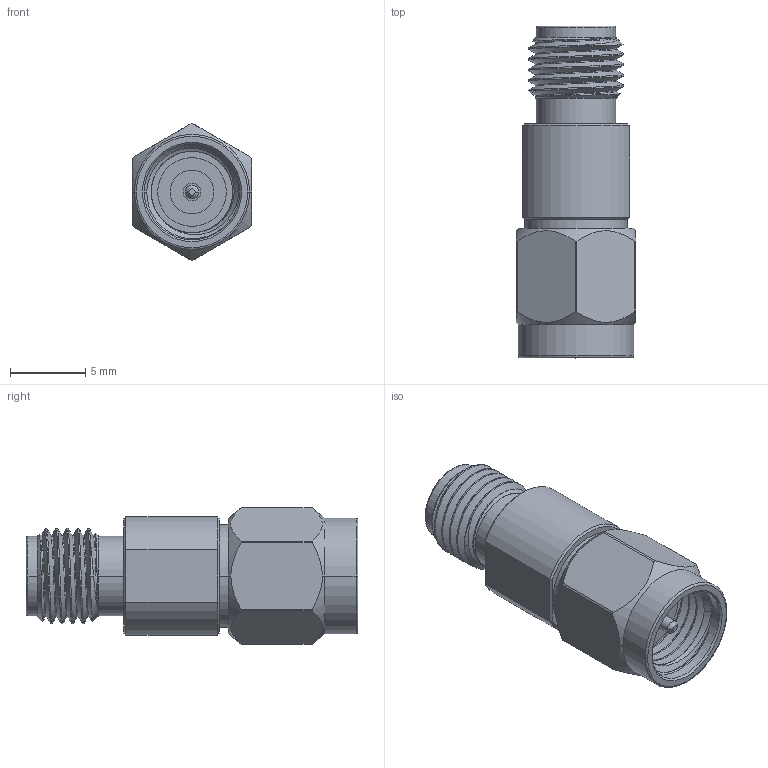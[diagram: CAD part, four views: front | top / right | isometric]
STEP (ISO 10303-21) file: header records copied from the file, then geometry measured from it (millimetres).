
FILE_DESCRIPTION (( 'STEP AP203' ), '1' );
FILE_NAME ('SD3379.step', '2019-03-05T15:31:13', ( '' ), ( '' ), 'SwSTEP 2.0', 'SolidWorks 2017', '' );
FILE_SCHEMA (( 'CONFIG_CONTROL_DESIGN' ));
Length unit declared in the file: inch
Products named in the file (1): SD3379
Bounding box: 7.94 x 22.1 x 9.09 mm (x, y, z)
Volume: 713 mm3; surface area: 1075 mm2
Topology: 1 solids, 1 shells, 135 faces, 338 edges, 218 vertices
Faces by surface type: cylinder 56, plane 44, cone 25, bspline 6, torus 4
Entity records: 5921 total; most frequent: CARTESIAN_POINT 2781, ORIENTED_EDGE 676, DIRECTION 610, EDGE_CURVE 338, AXIS2_PLACEMENT_3D 245, VERTEX_POINT 218, EDGE_LOOP 148, ADVANCED_FACE 135
